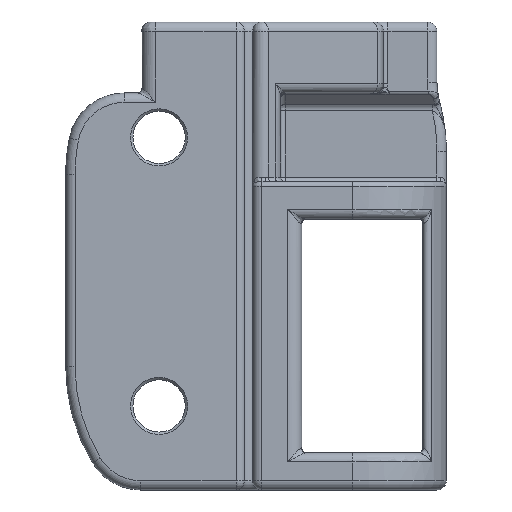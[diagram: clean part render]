
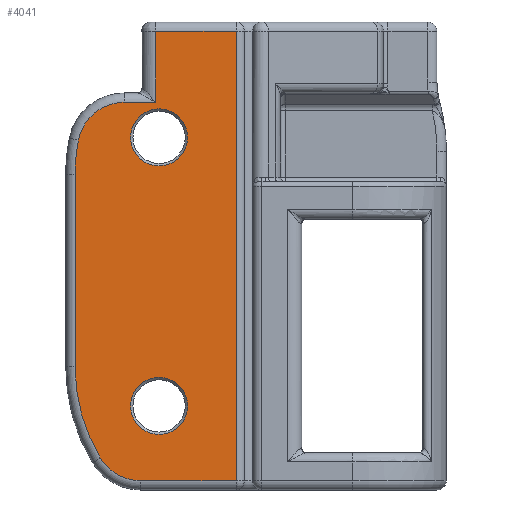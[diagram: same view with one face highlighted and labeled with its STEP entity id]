
A CAD part, left-side view. The second image highlights one B-rep face of the part: STEP entity #4041.
In plain terms, the highlighted planar face has unit normal (-1, 0, 0).
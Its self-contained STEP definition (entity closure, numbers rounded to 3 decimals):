
#207=FACE_BOUND('',#575,.T.);
#208=FACE_BOUND('',#576,.T.);
#239=PLANE('',#4375);
#289=FACE_OUTER_BOUND('',#574,.T.);
#574=EDGE_LOOP('',(#2818,#2819,#2820,#2821,#2822,#2823,#2824,#2825,#2826,
#2827));
#575=EDGE_LOOP('',(#2828));
#576=EDGE_LOOP('',(#2829));
#886=CIRCLE('',#4374,3.05);
#887=CIRCLE('',#4376,5.);
#888=CIRCLE('',#4377,19.);
#889=CIRCLE('',#4378,19.);
#890=CIRCLE('',#4379,5.);
#891=CIRCLE('',#4380,3.05);
#1202=LINE('',#7309,#1409);
#1203=LINE('',#7315,#1410);
#1204=LINE('',#7317,#1411);
#1205=LINE('',#7319,#1412);
#1206=LINE('',#7321,#1413);
#1207=LINE('',#7322,#1414);
#1409=VECTOR('',#5038,10.);
#1410=VECTOR('',#5043,10.);
#1411=VECTOR('',#5044,10.);
#1412=VECTOR('',#5045,10.);
#1413=VECTOR('',#5046,10.);
#1414=VECTOR('',#5047,10.);
#1761=VERTEX_POINT('',#7299);
#1762=VERTEX_POINT('',#7303);
#1763=VERTEX_POINT('',#7304);
#1764=VERTEX_POINT('',#7306);
#1765=VERTEX_POINT('',#7308);
#1766=VERTEX_POINT('',#7310);
#1767=VERTEX_POINT('',#7312);
#1768=VERTEX_POINT('',#7314);
#1769=VERTEX_POINT('',#7316);
#1770=VERTEX_POINT('',#7318);
#1771=VERTEX_POINT('',#7320);
#1772=VERTEX_POINT('',#7323);
#2138=EDGE_CURVE('',#1761,#1761,#886,.T.);
#2140=EDGE_CURVE('',#1762,#1763,#887,.T.);
#2141=EDGE_CURVE('',#1764,#1762,#888,.T.);
#2142=EDGE_CURVE('',#1765,#1764,#1202,.T.);
#2143=EDGE_CURVE('',#1766,#1765,#889,.T.);
#2144=EDGE_CURVE('',#1767,#1766,#890,.T.);
#2145=EDGE_CURVE('',#1768,#1767,#1203,.T.);
#2146=EDGE_CURVE('',#1769,#1768,#1204,.T.);
#2147=EDGE_CURVE('',#1770,#1769,#1205,.T.);
#2148=EDGE_CURVE('',#1771,#1770,#1206,.T.);
#2149=EDGE_CURVE('',#1763,#1771,#1207,.T.);
#2150=EDGE_CURVE('',#1772,#1772,#891,.T.);
#2818=ORIENTED_EDGE('',*,*,#2140,.F.);
#2819=ORIENTED_EDGE('',*,*,#2141,.F.);
#2820=ORIENTED_EDGE('',*,*,#2142,.F.);
#2821=ORIENTED_EDGE('',*,*,#2143,.F.);
#2822=ORIENTED_EDGE('',*,*,#2144,.F.);
#2823=ORIENTED_EDGE('',*,*,#2145,.F.);
#2824=ORIENTED_EDGE('',*,*,#2146,.F.);
#2825=ORIENTED_EDGE('',*,*,#2147,.F.);
#2826=ORIENTED_EDGE('',*,*,#2148,.F.);
#2827=ORIENTED_EDGE('',*,*,#2149,.F.);
#2828=ORIENTED_EDGE('',*,*,#2150,.F.);
#2829=ORIENTED_EDGE('',*,*,#2138,.F.);
#4041=ADVANCED_FACE('',(#289,#207,#208),#239,.T.);
#4374=AXIS2_PLACEMENT_3D('',#7300,#5029,#5030);
#4375=AXIS2_PLACEMENT_3D('',#7302,#5032,#5033);
#4376=AXIS2_PLACEMENT_3D('',#7305,#5034,#5035);
#4377=AXIS2_PLACEMENT_3D('',#7307,#5036,#5037);
#4378=AXIS2_PLACEMENT_3D('',#7311,#5039,#5040);
#4379=AXIS2_PLACEMENT_3D('',#7313,#5041,#5042);
#4380=AXIS2_PLACEMENT_3D('',#7324,#5048,#5049);
#5029=DIRECTION('center_axis',(-1.,0.,0.));
#5030=DIRECTION('ref_axis',(0.,-1.,0.));
#5032=DIRECTION('center_axis',(-1.,0.,0.));
#5033=DIRECTION('ref_axis',(0.,1.,0.));
#5034=DIRECTION('center_axis',(1.,0.,0.));
#5035=DIRECTION('ref_axis',(0.,0.635,0.773));
#5036=DIRECTION('center_axis',(1.,0.,0.));
#5037=DIRECTION('ref_axis',(0.,0.995,0.098));
#5038=DIRECTION('',(0.,0.,1.));
#5039=DIRECTION('center_axis',(1.,0.,0.));
#5040=DIRECTION('ref_axis',(0.,0.964,-0.268));
#5041=DIRECTION('center_axis',(1.,0.,0.));
#5042=DIRECTION('ref_axis',(0.,0.492,-0.871));
#5043=DIRECTION('',(0.,1.,0.));
#5044=DIRECTION('',(0.,0.,-1.));
#5045=DIRECTION('',(0.,-1.,0.));
#5046=DIRECTION('',(0.,0.,1.));
#5047=DIRECTION('',(0.,-1.,0.));
#5048=DIRECTION('center_axis',(-1.,0.,0.));
#5049=DIRECTION('ref_axis',(0.,-1.,0.));
#7299=CARTESIAN_POINT('',(0.,13.05,33.75));
#7300=CARTESIAN_POINT('Origin',(0.,10.,33.75));
#7302=CARTESIAN_POINT('Origin',(0.,0.,0.));
#7303=CARTESIAN_POINT('',(0.,18.639,33.471));
#7304=CARTESIAN_POINT('',(0.,13.734,37.5));
#7305=CARTESIAN_POINT('Origin',(0.,13.734,32.5));
#7306=CARTESIAN_POINT('',(0.,19.,29.782));
#7307=CARTESIAN_POINT('Origin',(0.,0.,29.782));
#7308=CARTESIAN_POINT('',(0.,19.,9.218));
#7309=CARTESIAN_POINT('',(0.,19.,0.));
#7310=CARTESIAN_POINT('',(0.,16.28,-0.578));
#7311=CARTESIAN_POINT('Origin',(0.,0.,9.218));
#7312=CARTESIAN_POINT('',(0.,11.996,-3.));
#7313=CARTESIAN_POINT('Origin',(0.,11.996,2.));
#7314=CARTESIAN_POINT('',(0.,1.732,-3.));
#7315=CARTESIAN_POINT('',(0.,-0.188,-3.));
#7316=CARTESIAN_POINT('',(0.,1.732,45.1));
#7317=CARTESIAN_POINT('',(0.,1.732,46.1));
#7318=CARTESIAN_POINT('',(0.,10.381,45.1));
#7319=CARTESIAN_POINT('',(0.,-0.188,45.1));
#7320=CARTESIAN_POINT('',(0.,10.381,37.5));
#7321=CARTESIAN_POINT('',(0.,10.381,23.05));
#7322=CARTESIAN_POINT('',(0.,-0.188,37.5));
#7323=CARTESIAN_POINT('',(0.,13.05,5.));
#7324=CARTESIAN_POINT('Origin',(0.,10.,5.));
